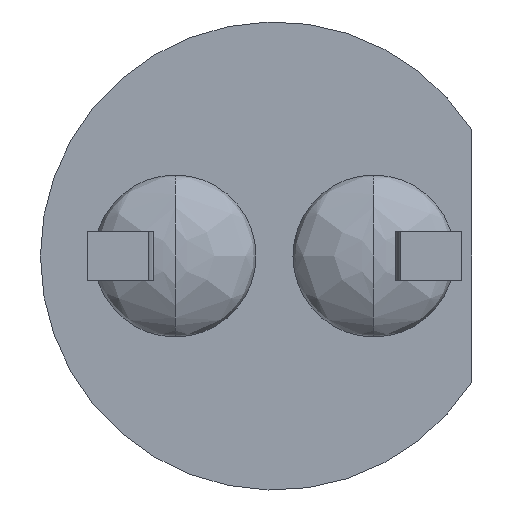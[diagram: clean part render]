
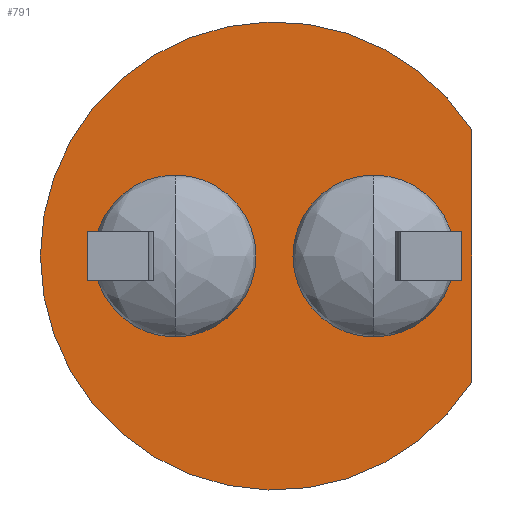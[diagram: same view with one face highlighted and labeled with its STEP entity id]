
A CAD part, front view. The second image highlights one B-rep face of the part: STEP entity #791.
In plain terms, the highlighted planar face has unit normal (0, -1, 0).
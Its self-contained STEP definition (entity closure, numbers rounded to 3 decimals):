
#40 = ORIENTED_EDGE ( 'NONE', *, *, #825, .T. ) ;
#62 = ORIENTED_EDGE ( 'NONE', *, *, #811, .F. ) ;
#85 = CIRCLE ( 'NONE', #781, 0.657 ) ;
#112 = ORIENTED_EDGE ( 'NONE', *, *, #317, .T. ) ;
#113 = FACE_BOUND ( 'NONE', #251, .T. ) ;
#120 = CIRCLE ( 'NONE', #330, 0.657 ) ;
#123 = CIRCLE ( 'NONE', #334, 1.9 ) ;
#133 = CIRCLE ( 'NONE', #319, 0.657 ) ;
#136 = LINE ( 'NONE', #679, #200 ) ;
#141 = FACE_OUTER_BOUND ( 'NONE', #286, .T. ) ;
#200 = VECTOR ( 'NONE', #680, 1000. ) ;
#208 = ORIENTED_EDGE ( 'NONE', *, *, #852, .F. ) ;
#224 = FACE_BOUND ( 'NONE', #227, .T. ) ;
#227 = EDGE_LOOP ( 'NONE', ( #279, #112 ) ) ;
#246 = ORIENTED_EDGE ( 'NONE', *, *, #837, .T. ) ;
#251 = EDGE_LOOP ( 'NONE', ( #208, #62 ) ) ;
#273 = CIRCLE ( 'NONE', #353, 0.657 ) ;
#279 = ORIENTED_EDGE ( 'NONE', *, *, #834, .T. ) ;
#286 = EDGE_LOOP ( 'NONE', ( #40, #246 ) ) ;
#314 = AXIS2_PLACEMENT_3D ( 'NONE', #493, #495, #496 ) ;
#317 = EDGE_CURVE ( 'NONE', #374, #386, #133, .T. ) ;
#319 = AXIS2_PLACEMENT_3D ( 'NONE', #412, #413, #414 ) ;
#330 = AXIS2_PLACEMENT_3D ( 'NONE', #662, #671, #672 ) ;
#334 = AXIS2_PLACEMENT_3D ( 'NONE', #640, #647, #648 ) ;
#353 = AXIS2_PLACEMENT_3D ( 'NONE', #617, #618, #619 ) ;
#366 = VERTEX_POINT ( 'NONE', #427 ) ;
#367 = VERTEX_POINT ( 'NONE', #428 ) ;
#374 = VERTEX_POINT ( 'NONE', #435 ) ;
#386 = VERTEX_POINT ( 'NONE', #447 ) ;
#388 = VERTEX_POINT ( 'NONE', #449 ) ;
#389 = VERTEX_POINT ( 'NONE', #450 ) ;
#412 = CARTESIAN_POINT ( 'NONE',  ( -0.807, -1., 0. ) ) ;
#413 = DIRECTION ( 'NONE',  ( 0., 1., 0. ) ) ;
#414 = DIRECTION ( 'NONE',  ( 0., 0., -1. ) ) ;
#427 = CARTESIAN_POINT ( 'NONE',  ( 1.6, -1., 1.025 ) ) ;
#428 = CARTESIAN_POINT ( 'NONE',  ( 1.6, -1., -1.025 ) ) ;
#435 = CARTESIAN_POINT ( 'NONE',  ( -0.807, -1., 0.657 ) ) ;
#447 = CARTESIAN_POINT ( 'NONE',  ( -0.807, -1., -0.657 ) ) ;
#449 = CARTESIAN_POINT ( 'NONE',  ( 0.807, -1., -0.657 ) ) ;
#450 = CARTESIAN_POINT ( 'NONE',  ( 0.807, -1., 0.657 ) ) ;
#493 = CARTESIAN_POINT ( 'NONE',  ( -1.9, -1., 0. ) ) ;
#494 = PLANE ( 'NONE',  #314 ) ;
#495 = DIRECTION ( 'NONE',  ( 0., 1., 0. ) ) ;
#496 = DIRECTION ( 'NONE',  ( -1., 0., 0. ) ) ;
#617 = CARTESIAN_POINT ( 'NONE',  ( 0.807, -1., 0. ) ) ;
#618 = DIRECTION ( 'NONE',  ( 0., -1., 0. ) ) ;
#619 = DIRECTION ( 'NONE',  ( 0., 0., -1. ) ) ;
#640 = CARTESIAN_POINT ( 'NONE',  ( 0., -1., 0. ) ) ;
#647 = DIRECTION ( 'NONE',  ( 0., -1., 0. ) ) ;
#648 = DIRECTION ( 'NONE',  ( 1., 0., 0. ) ) ;
#662 = CARTESIAN_POINT ( 'NONE',  ( -0.807, -1., 0. ) ) ;
#671 = DIRECTION ( 'NONE',  ( 0., 1., 0. ) ) ;
#672 = DIRECTION ( 'NONE',  ( 0., 0., -1. ) ) ;
#679 = CARTESIAN_POINT ( 'NONE',  ( 1.6, -1., 0. ) ) ;
#680 = DIRECTION ( 'NONE',  ( 0., 0., 1. ) ) ;
#714 = CARTESIAN_POINT ( 'NONE',  ( 0.807, -1., 0. ) ) ;
#721 = DIRECTION ( 'NONE',  ( 0., -1., 0. ) ) ;
#722 = DIRECTION ( 'NONE',  ( 0., 0., -1. ) ) ;
#781 = AXIS2_PLACEMENT_3D ( 'NONE', #714, #721, #722 ) ;
#791 = ADVANCED_FACE ( 'NONE', ( #224, #113, #141 ), #494, .F. ) ;
#811 = EDGE_CURVE ( 'NONE', #389, #388, #273, .T. ) ;
#825 = EDGE_CURVE ( 'NONE', #366, #367, #123, .T. ) ;
#834 = EDGE_CURVE ( 'NONE', #386, #374, #120, .T. ) ;
#837 = EDGE_CURVE ( 'NONE', #367, #366, #136, .T. ) ;
#852 = EDGE_CURVE ( 'NONE', #388, #389, #85, .T. ) ;
